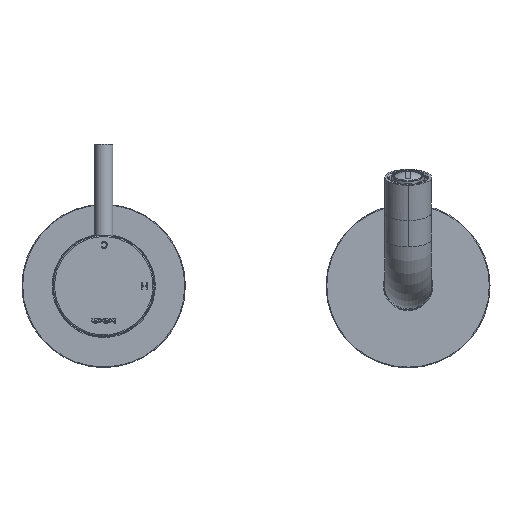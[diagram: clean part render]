
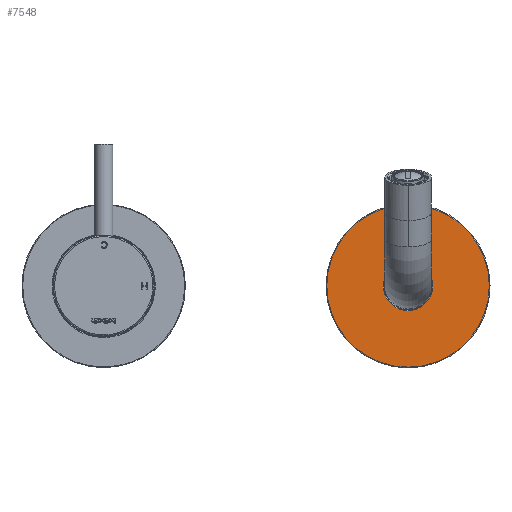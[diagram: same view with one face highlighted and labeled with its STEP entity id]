
A CAD part, top view. The second image highlights one B-rep face of the part: STEP entity #7548.
In plain terms, the highlighted face is planar.
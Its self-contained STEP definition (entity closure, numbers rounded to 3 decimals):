
#2291=ORIENTED_EDGE('',*,*,#2969,.T.);
#2292=ORIENTED_EDGE('',*,*,#2970,.T.);
#2969=EDGE_CURVE('',#3473,#3473,#3752,.T.);
#2970=EDGE_CURVE('',#3474,#3474,#3753,.F.);
#3473=VERTEX_POINT('',#11892);
#3474=VERTEX_POINT('',#11894);
#3752=CIRCLE('',#8286,10.55);
#3753=CIRCLE('',#8287,34.7);
#4279=EDGE_LOOP('',(#2291));
#4280=EDGE_LOOP('',(#2292));
#4837=FACE_BOUND('',#4279,.T.);
#4838=FACE_BOUND('',#4280,.T.);
#5063=PLANE('',#8285);
#7548=ADVANCED_FACE('',(#4837,#4838),#5063,.F.);
#8285=AXIS2_PLACEMENT_3D('',#11890,#9899,#9900);
#8286=AXIS2_PLACEMENT_3D('',#11891,#9901,#9902);
#8287=AXIS2_PLACEMENT_3D('',#11893,#9903,#9904);
#9899=DIRECTION('',(-1.,0.,0.));
#9900=DIRECTION('',(0.,0.,1.));
#9901=DIRECTION('',(-1.,0.,0.));
#9902=DIRECTION('',(0.,0.,1.));
#9903=DIRECTION('',(-1.,0.,0.));
#9904=DIRECTION('',(0.,0.,1.));
#11890=CARTESIAN_POINT('',(6.5,0.,0.));
#11891=CARTESIAN_POINT('',(6.5,0.,0.));
#11892=CARTESIAN_POINT('',(6.5,0.,10.55));
#11893=CARTESIAN_POINT('',(6.5,0.,0.));
#11894=CARTESIAN_POINT('',(6.5,0.,34.7));
